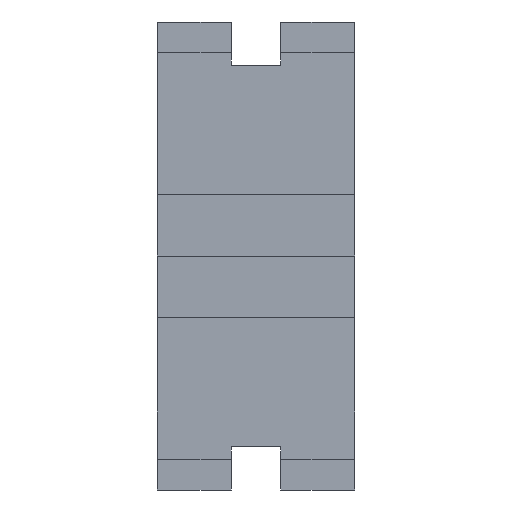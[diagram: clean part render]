
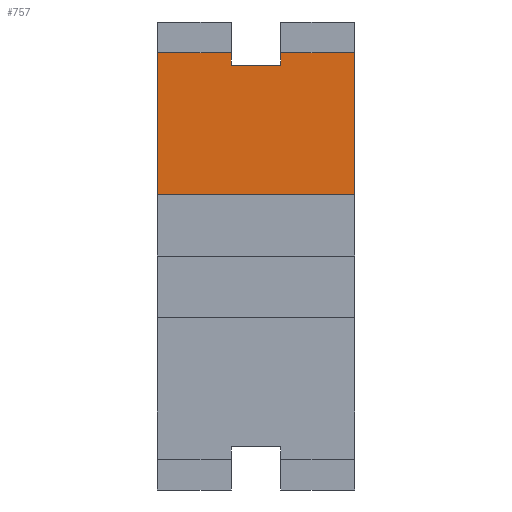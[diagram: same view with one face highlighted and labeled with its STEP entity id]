
A CAD part, left-side view. The second image highlights one B-rep face of the part: STEP entity #757.
In plain terms, the highlighted free-form (B-spline) face has degree [1, 1] with [2, 2] control points.
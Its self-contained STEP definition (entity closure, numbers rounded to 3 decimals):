
#726 = VERTEX_POINT('',#727);
#727 = CARTESIAN_POINT('',(-1.605,0.2,3.55));
#742 = VERTEX_POINT('',#743);
#743 = CARTESIAN_POINT('',(-1.605,0.8,3.55));
#748 = EDGE_CURVE('',#742,#726,#749,.T.);
#749 = B_SPLINE_CURVE_WITH_KNOTS('',1,(#750,#751),.UNSPECIFIED.,.F.,.F.,
  (2,2),(-1.6,-1.),.PIECEWISE_BEZIER_KNOTS.);
#750 = CARTESIAN_POINT('',(-1.605,0.8,3.55));
#751 = CARTESIAN_POINT('',(-1.605,0.2,3.55));
#757 = ADVANCED_FACE('',(#758),#808,.F.);
#758 = FACE_BOUND('',#759,.T.);
#759 = EDGE_LOOP('',(#760,#769,#774,#775,#782,#789,#796,#803));
#760 = ORIENTED_EDGE('',*,*,#761,.F.);
#761 = EDGE_CURVE('',#762,#764,#766,.T.);
#762 = VERTEX_POINT('',#763);
#763 = CARTESIAN_POINT('',(-1.605,0.2,3.45));
#764 = VERTEX_POINT('',#765);
#765 = CARTESIAN_POINT('',(-1.605,-0.2,3.45));
#766 = B_SPLINE_CURVE_WITH_KNOTS('',1,(#767,#768),.UNSPECIFIED.,.F.,.F.,
  (2,2),(-0.4,-0.),.PIECEWISE_BEZIER_KNOTS.);
#767 = CARTESIAN_POINT('',(-1.605,0.2,3.45));
#768 = CARTESIAN_POINT('',(-1.605,-0.2,3.45));
#769 = ORIENTED_EDGE('',*,*,#770,.F.);
#770 = EDGE_CURVE('',#726,#762,#771,.T.);
#771 = B_SPLINE_CURVE_WITH_KNOTS('',1,(#772,#773),.UNSPECIFIED.,.F.,.F.,
  (2,2),(0.1,0.2),.PIECEWISE_BEZIER_KNOTS.);
#772 = CARTESIAN_POINT('',(-1.605,0.2,3.55));
#773 = CARTESIAN_POINT('',(-1.605,0.2,3.45));
#774 = ORIENTED_EDGE('',*,*,#748,.F.);
#775 = ORIENTED_EDGE('',*,*,#776,.T.);
#776 = EDGE_CURVE('',#742,#777,#779,.T.);
#777 = VERTEX_POINT('',#778);
#778 = CARTESIAN_POINT('',(-1.605,0.8,2.4));
#779 = B_SPLINE_CURVE_WITH_KNOTS('',1,(#780,#781),.UNSPECIFIED.,.F.,.F.,
  (2,2),(-0.,1.15),.PIECEWISE_BEZIER_KNOTS.);
#780 = CARTESIAN_POINT('',(-1.605,0.8,3.55));
#781 = CARTESIAN_POINT('',(-1.605,0.8,2.4));
#782 = ORIENTED_EDGE('',*,*,#783,.T.);
#783 = EDGE_CURVE('',#777,#784,#786,.T.);
#784 = VERTEX_POINT('',#785);
#785 = CARTESIAN_POINT('',(-1.605,-0.8,2.4));
#786 = B_SPLINE_CURVE_WITH_KNOTS('',1,(#787,#788),.UNSPECIFIED.,.F.,.F.,
  (2,2),(-1.6,0.),.PIECEWISE_BEZIER_KNOTS.);
#787 = CARTESIAN_POINT('',(-1.605,0.8,2.4));
#788 = CARTESIAN_POINT('',(-1.605,-0.8,2.4));
#789 = ORIENTED_EDGE('',*,*,#790,.F.);
#790 = EDGE_CURVE('',#791,#784,#793,.T.);
#791 = VERTEX_POINT('',#792);
#792 = CARTESIAN_POINT('',(-1.605,-0.8,3.55));
#793 = B_SPLINE_CURVE_WITH_KNOTS('',1,(#794,#795),.UNSPECIFIED.,.F.,.F.,
  (2,2),(-0.,1.15),.PIECEWISE_BEZIER_KNOTS.);
#794 = CARTESIAN_POINT('',(-1.605,-0.8,3.55));
#795 = CARTESIAN_POINT('',(-1.605,-0.8,2.4));
#796 = ORIENTED_EDGE('',*,*,#797,.F.);
#797 = EDGE_CURVE('',#798,#791,#800,.T.);
#798 = VERTEX_POINT('',#799);
#799 = CARTESIAN_POINT('',(-1.605,-0.2,3.55));
#800 = B_SPLINE_CURVE_WITH_KNOTS('',1,(#801,#802),.UNSPECIFIED.,.F.,.F.,
  (2,2),(-0.6,0.),.PIECEWISE_BEZIER_KNOTS.);
#801 = CARTESIAN_POINT('',(-1.605,-0.2,3.55));
#802 = CARTESIAN_POINT('',(-1.605,-0.8,3.55));
#803 = ORIENTED_EDGE('',*,*,#804,.F.);
#804 = EDGE_CURVE('',#764,#798,#805,.T.);
#805 = B_SPLINE_CURVE_WITH_KNOTS('',1,(#806,#807),.UNSPECIFIED.,.F.,.F.,
  (2,2),(-0.2,-0.1),.PIECEWISE_BEZIER_KNOTS.);
#806 = CARTESIAN_POINT('',(-1.605,-0.2,3.45));
#807 = CARTESIAN_POINT('',(-1.605,-0.2,3.55));
#808 = B_SPLINE_SURFACE_WITH_KNOTS('',1,1,(
    (#809,#810)
    ,(#811,#812
    )),.UNSPECIFIED.,.F.,.F.,.F.,(2,2),(2,2),(0.,1.6),(-1.15,0.),
  .PIECEWISE_BEZIER_KNOTS.);
#809 = CARTESIAN_POINT('',(-1.605,-0.8,2.4));
#810 = CARTESIAN_POINT('',(-1.605,-0.8,3.55));
#811 = CARTESIAN_POINT('',(-1.605,0.8,2.4));
#812 = CARTESIAN_POINT('',(-1.605,0.8,3.55));
